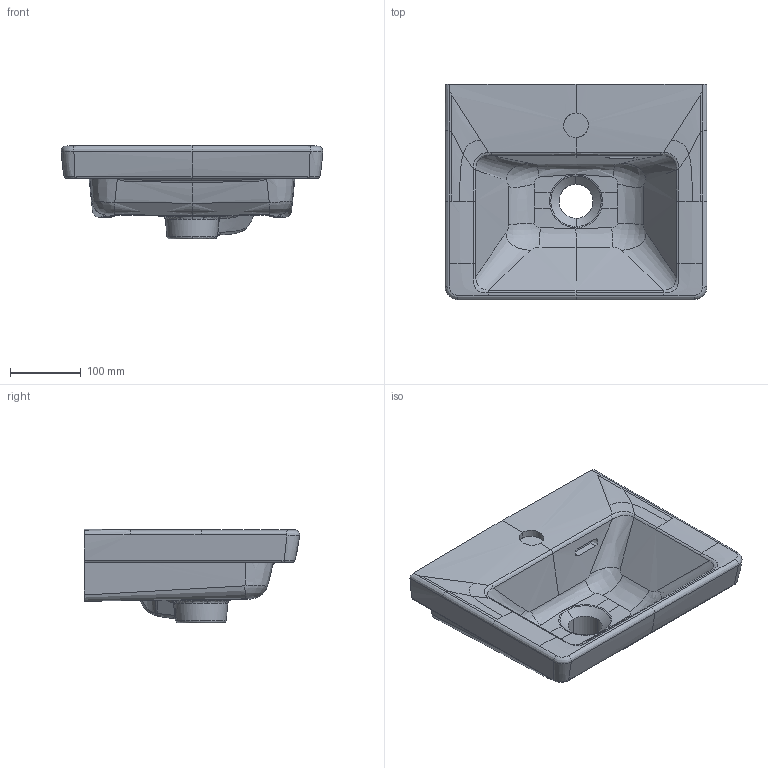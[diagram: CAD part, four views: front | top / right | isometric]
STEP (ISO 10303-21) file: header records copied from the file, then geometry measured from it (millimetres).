
FILE_DESCRIPTION(/* description */ (''),/* implementation_level */ '2;1');
FILE_NAME(/* name */ '437037.stp',/* time_stamp */ '2021-02-23T12:23:33+01:00',/* author */ (''),/* organization */ (''),/* preprocessor_version */ 'ST-DEVELOPER v16.7',/* originating_system */ 'SIEMENS PLM Software NX 1863',/* authorisation */ '');
FILE_SCHEMA (('AUTOMOTIVE_DESIGN { 1 0 10303 214 3 1 1 1 }'));
Length unit declared in the file: millimetre
Products named in the file (1): Muel51648A71z4ro
Bounding box: 369.56 x 304.3 x 132.52 mm (x, y, z)
Volume: 5210515.6 mm3; surface area: 388419.5 mm2
Topology: 1 solids, 1 shells, 340 faces, 873 edges, 524 vertices
Faces by surface type: bspline 252, cylinder 38, plane 30, sphere 10, extrusion 5, cone 3, torus 2
Entity records: 36368 total; most frequent: CARTESIAN_POINT 30355, ORIENTED_EDGE 1726, EDGE_CURVE 863, B_SPLINE_CURVE_WITH_KNOTS 637, VERTEX_POINT 524, DIRECTION 509, EDGE_LOOP 341, ADVANCED_FACE 340
